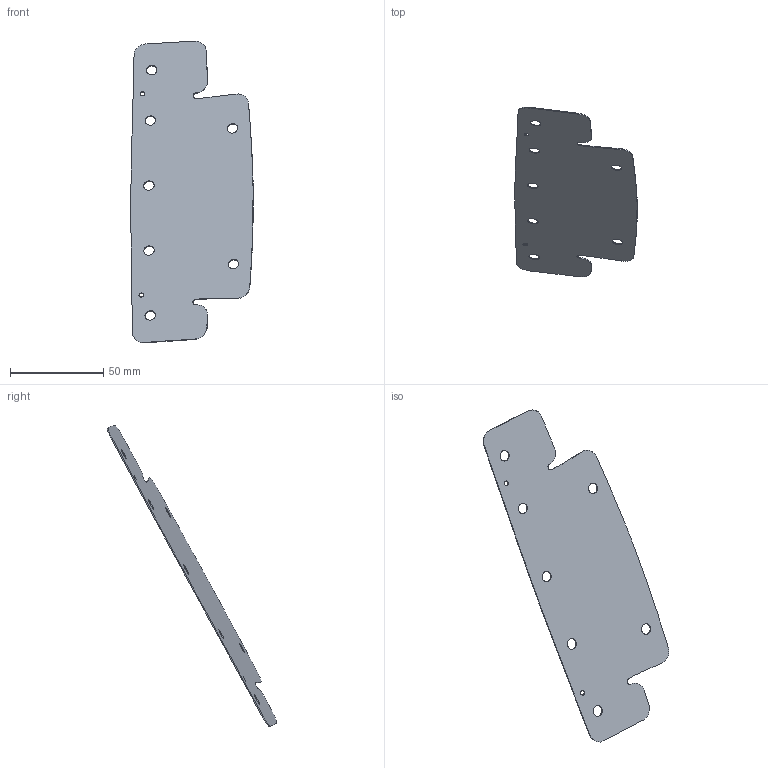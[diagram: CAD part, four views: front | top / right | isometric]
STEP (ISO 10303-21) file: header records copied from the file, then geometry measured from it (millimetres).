
FILE_DESCRIPTION (( 'STEP AP214' ), '1' );
FILE_NAME ('21042 flat 1 of 2.STEP', '2014-03-21T03:31:55', ( 'DAO' ), ( '' ), 'SwSTEP 2.0', 'SolidWorks 2014', '' );
FILE_SCHEMA (( 'AUTOMOTIVE_DESIGN' ));
Length unit declared in the file: inch
Products named in the file (1): 21042 flat 1 of 2
Bounding box: 65.64 x 90.79 x 161.85 mm (x, y, z)
Volume: 5116.9 mm3; surface area: 20468.9 mm2
Topology: 1 solids, 1 shells, 58 faces, 168 edges, 112 vertices
Faces by surface type: cylinder 46, plane 12
Entity records: 2040 total; most frequent: DIRECTION 378, CARTESIAN_POINT 339, ORIENTED_EDGE 336, EDGE_CURVE 168, AXIS2_PLACEMENT_3D 151, VERTEX_POINT 112, CIRCLE 92, VECTOR 76
